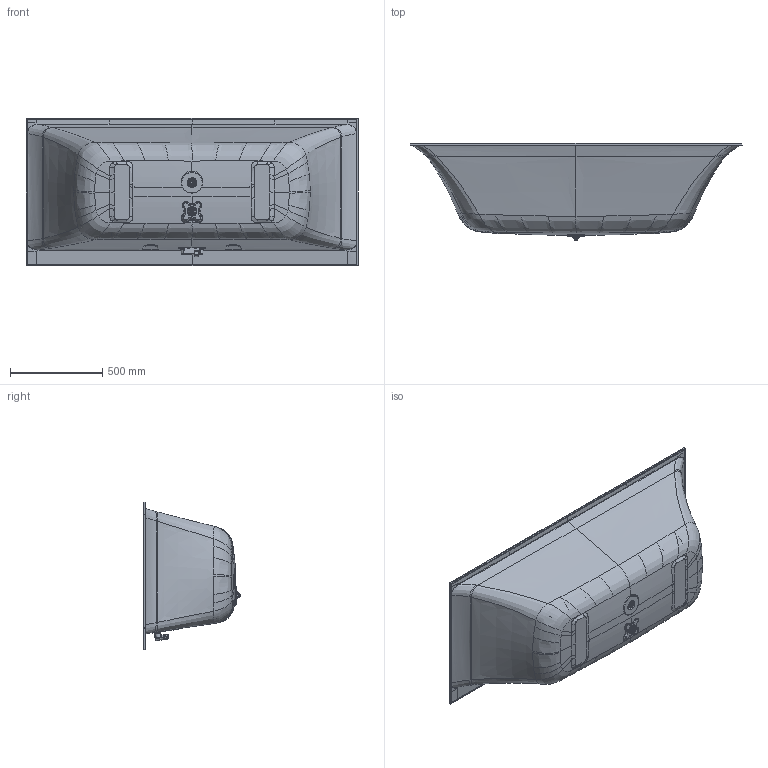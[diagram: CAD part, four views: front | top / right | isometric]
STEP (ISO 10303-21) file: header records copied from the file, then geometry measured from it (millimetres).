
FILE_DESCRIPTION((''),'2;1');
FILE_NAME('V4P1908-102_COPY_CH_ASM','2021-04-16T13:49:50',('hegemanc'),('Villeroy & Boch Wellness bv'),'CREO PARAMETRIC BY PTC INC, 2019292','CREO PARAMETRIC BY PTC INC, 2019292','');
FILE_SCHEMA(('CONFIG_CONTROL_DESIGN'));
Products named in the file (26): V3P1908-002_CH; V4P1907-019_CH; V4P1907-018_CH; V4P1907-045_CH; V4P1907-105_CH_ASM; VENTILUNTERTEIL_CH; VINZIA_ME240F00NY_003_CH; VINZIA_ME240F00NY_001_CH; VINZIA_ME240F00NY_004_CH; VINZIA_ME240F00NY_005_CH; VINZIA_ME240F00NY_004_005_CH_ASM; VINZIA_ME240F00NY_002_CH; VINZIA_ME240F00NY_006_CH_AF0; VINZIA_ME240F00NY_CH_ASM; V3P1607-081_CH; DICHTUNG_CH; V3P1607-081_CH_ASM; KLIK-KLAK-ASM_CH_ASM; V4P1908-110_CH_AF1_ASM; V4P1908-115_CH_ASM; V4P1908-013_CH; O-RING_41X2_CH; V4P1908-012_CH; V4P1908-113_CH_ASM; V4P1908-150_CH_ASM; V4P1908-102_COPY_CH_ASM
Assembly tree (25 placements, depth 6):
  V4P1908-102_COPY_CH_ASM
    V3P1908-002_CH
    V4P1907-105_CH_ASM
      V4P1907-019_CH
      V4P1907-018_CH
      V4P1907-045_CH
    KLIK-KLAK-ASM_CH_ASM
      VENTILUNTERTEIL_CH
      V3P1607-081_CH_ASM
        VINZIA_ME240F00NY_CH_ASM
          VINZIA_ME240F00NY_003_CH
          VINZIA_ME240F00NY_001_CH
          VINZIA_ME240F00NY_004_005_CH_ASM
            VINZIA_ME240F00NY_004_CH
            VINZIA_ME240F00NY_005_CH
          VINZIA_ME240F00NY_002_CH
          VINZIA_ME240F00NY_006_CH_AF0
        V3P1607-081_CH
        DICHTUNG_CH
    V4P1908-150_CH_ASM
      V4P1908-115_CH_ASM
        V4P1908-110_CH_AF1_ASM
      V4P1908-113_CH_ASM
        V4P1908-013_CH
        O-RING_41X2_CH
        V4P1908-012_CH
Bounding box: 1800 x 527.29 x 800 mm (x, y, z)
Volume: 26168680.1 mm3; surface area: 5509419.7 mm2
Topology: 16 solids, 16 shells, 3419 faces, 8159 edges, 4818 vertices
Faces by surface type: bspline 1016, plane 706, cylinder 662, torus 425, extrusion 242, sphere 207, cone 161
Entity records: 193152 total; most frequent: CARTESIAN_POINT 121171, ORIENTED_EDGE 16296, DIRECTION 12789, EDGE_CURVE 8148, AXIS2_PLACEMENT_3D 4997, VERTEX_POINT 4818, EDGE_LOOP 3548, FACE_OUTER_BOUND 3419
